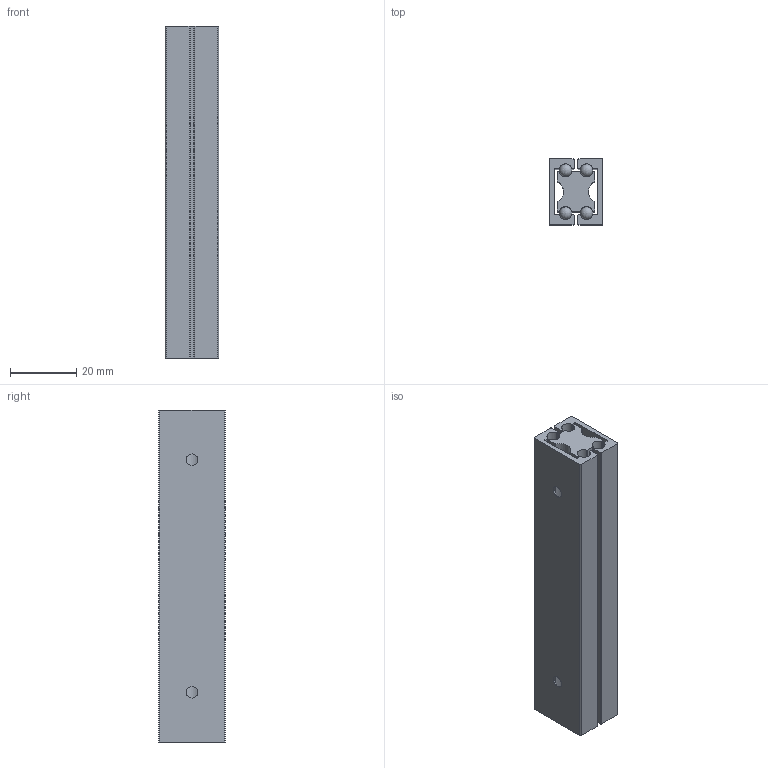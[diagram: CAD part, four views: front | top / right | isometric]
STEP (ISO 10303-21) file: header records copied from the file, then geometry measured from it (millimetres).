
FILE_DESCRIPTION(/* description */ ('STEP AP203','CAx-IF Rec.Pracs.---Representation and Presentation of Product Manufacturing Information (PMI)---4.0---2014-10-13'),/* implementation_level */ '2;1');
FILE_NAME(/* name */ 'unconstrained rail v1.step',/* time_stamp */ '2025-03-13T00:42:18-04:00',/* author */ (''),/* organization */ (''),/* preprocessor_version */ 'ST-DEVELOPER v20',/* originating_system */ 'Autodesk Translation Framework v13.20.0.188',/* authorisation */ '');
FILE_SCHEMA (('AP242_MANAGED_MODEL_BASED_3D_ENGINEERING_MIM_LF { 1 0 10303 442 1 1 4 }'));
Length unit declared in the file: millimetre
Products named in the file (4): SAR310; SAR310-10_r; SAR310-10_b; SAR3_ba
Assembly tree (35 placements, depth 2):
  SAR310
    SAR310-10_r
    SAR310-10_b  x2
    SAR3_ba  x32
Bounding box: 16 x 20 x 100 mm (x, y, z)
Volume: 21833.6 mm3; surface area: 21420.7 mm2
Topology: 35 solids, 35 shells, 140 faces, 410 edges, 272 vertices
Faces by surface type: cylinder 68, plane 36, sphere 32, cone 4
Full cylindrical faces by diameter (mm): 3.5 x4, 6.5 x2
Entity records: 3294 total; most frequent: CARTESIAN_POINT 791, DIRECTION 528, ORIENTED_EDGE 466, EDGE_CURVE 233, AXIS2_PLACEMENT_3D 205, VERTEX_POINT 156, LINE 118, VECTOR 118
